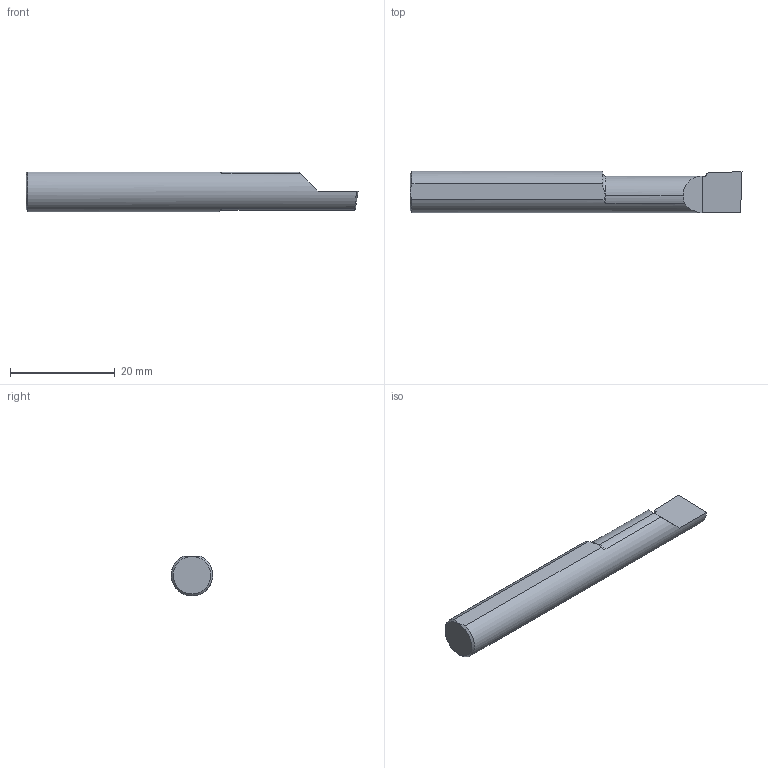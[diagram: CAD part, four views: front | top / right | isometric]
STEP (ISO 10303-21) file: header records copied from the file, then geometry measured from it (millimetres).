
FILE_DESCRIPTION (( 'STEP AP203' ), '1' );
FILE_NAME ('210312-BB318.STEP', '2024-04-17T23:24:31', ( '' ), ( '' ), 'SwSTEP 2.0', 'SolidWorks 2022', '' );
FILE_SCHEMA (( 'CONFIG_CONTROL_DESIGN' ));
Length unit declared in the file: inch
Products named in the file (1): 210312-BB318
Bounding box: 63.5 x 7.93 x 7.63 mm (x, y, z)
Volume: 2688.8 mm3; surface area: 1559.7 mm2
Topology: 1 solids, 1 shells, 19 faces, 49 edges, 32 vertices
Faces by surface type: plane 8, cylinder 4, torus 4, cone 3
Entity records: 716 total; most frequent: CARTESIAN_POINT 201, ORIENTED_EDGE 98, DIRECTION 85, EDGE_CURVE 49, AXIS2_PLACEMENT_3D 35, VERTEX_POINT 32, EDGE_LOOP 19, ADVANCED_FACE 19
